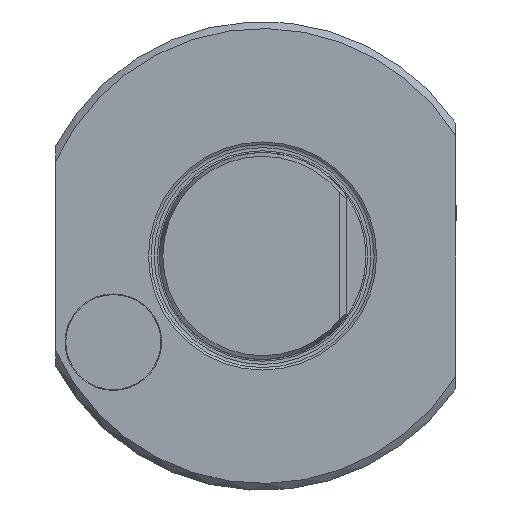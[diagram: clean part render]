
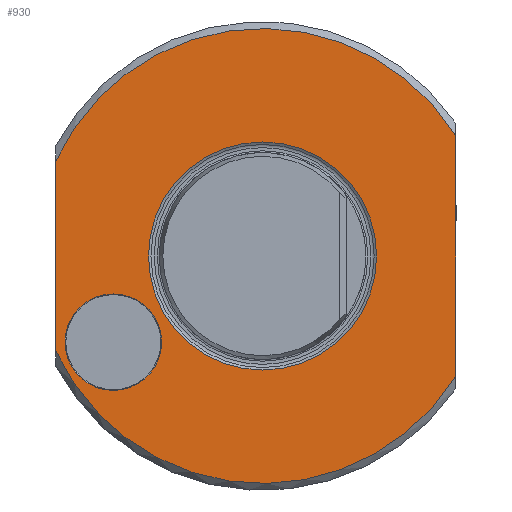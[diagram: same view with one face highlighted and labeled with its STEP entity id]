
A CAD part, front view. The second image highlights one B-rep face of the part: STEP entity #930.
In plain terms, the highlighted planar face has unit normal (0, -1, 0).
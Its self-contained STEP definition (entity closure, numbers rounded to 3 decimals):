
#54 = EDGE_LOOP ( 'NONE', ( #1078, #399, #748, #4978 ) ) ;
#320 = EDGE_CURVE ( 'NONE', #3565, #3565, #4657, .T. ) ;
#392 = CARTESIAN_POINT ( 'NONE',  ( -30., 0., -13.748 ) ) ;
#399 = ORIENTED_EDGE ( 'NONE', *, *, #3881, .T. ) ;
#493 = VERTEX_POINT ( 'NONE', #392 ) ;
#736 = CARTESIAN_POINT ( 'NONE',  ( 0., 0., 0. ) ) ;
#748 = ORIENTED_EDGE ( 'NONE', *, *, #5268, .F. ) ;
#832 = VERTEX_POINT ( 'NONE', #5646 ) ;
#864 = CARTESIAN_POINT ( 'NONE',  ( 28., 0., 17.464 ) ) ;
#930 = ADVANCED_FACE ( 'NONE', ( #3376, #6020, #1666 ), #4992, .T. ) ;
#1078 = ORIENTED_EDGE ( 'NONE', *, *, #6181, .F. ) ;
#1224 = DIRECTION ( 'NONE',  ( 1., 0., 0. ) ) ;
#1255 = AXIS2_PLACEMENT_3D ( 'NONE', #5589, #3011, #3078 ) ;
#1321 = DIRECTION ( 'NONE',  ( 0., -1., 0. ) ) ;
#1398 = CIRCLE ( 'NONE', #1851, 33. ) ;
#1597 = AXIS2_PLACEMENT_3D ( 'NONE', #4295, #1321, #4796 ) ;
#1666 = FACE_BOUND ( 'NONE', #2025, .T. ) ;
#1851 = AXIS2_PLACEMENT_3D ( 'NONE', #736, #4199, #1224 ) ;
#2025 = EDGE_LOOP ( 'NONE', ( #6423 ) ) ;
#2183 = VECTOR ( 'NONE', #3135, 1000. ) ;
#2237 = CARTESIAN_POINT ( 'NONE',  ( -16.55, 0., 0. ) ) ;
#2365 = DIRECTION ( 'NONE',  ( 0., -1., 0. ) ) ;
#2986 = DIRECTION ( 'NONE',  ( 0., 1., 0. ) ) ;
#3011 = DIRECTION ( 'NONE',  ( 0., -1., 0. ) ) ;
#3078 = DIRECTION ( 'NONE',  ( 1., 0., 0. ) ) ;
#3135 = DIRECTION ( 'NONE',  ( 0., 0., 1. ) ) ;
#3302 = ORIENTED_EDGE ( 'NONE', *, *, #5340, .F. ) ;
#3376 = FACE_OUTER_BOUND ( 'NONE', #54, .T. ) ;
#3449 = CIRCLE ( 'NONE', #1597, 7. ) ;
#3565 = VERTEX_POINT ( 'NONE', #2237 ) ;
#3881 = EDGE_CURVE ( 'NONE', #5782, #4924, #1398, .T. ) ;
#4006 = EDGE_CURVE ( 'NONE', #493, #832, #5421, .T. ) ;
#4171 = LINE ( 'NONE', #4712, #2183 ) ;
#4199 = DIRECTION ( 'NONE',  ( 0., -1., 0. ) ) ;
#4295 = CARTESIAN_POINT ( 'NONE',  ( -21.651, 0., -12.5 ) ) ;
#4657 = CIRCLE ( 'NONE', #5939, 16.55 ) ;
#4712 = CARTESIAN_POINT ( 'NONE',  ( -30., 0., 29.073 ) ) ;
#4796 = DIRECTION ( 'NONE',  ( 0., 0., -1. ) ) ;
#4848 = CARTESIAN_POINT ( 'NONE',  ( 28., 0., 35.657 ) ) ;
#4924 = VERTEX_POINT ( 'NONE', #6356 ) ;
#4968 = CARTESIAN_POINT ( 'NONE',  ( 0., 0., 0. ) ) ;
#4972 = EDGE_LOOP ( 'NONE', ( #3302 ) ) ;
#4978 = ORIENTED_EDGE ( 'NONE', *, *, #4006, .T. ) ;
#4992 = PLANE ( 'NONE',  #1255 ) ;
#5220 = AXIS2_PLACEMENT_3D ( 'NONE', #5353, #2365, #5830 ) ;
#5268 = EDGE_CURVE ( 'NONE', #493, #4924, #4171, .T. ) ;
#5273 = CARTESIAN_POINT ( 'NONE',  ( -21.651, 0., -19.5 ) ) ;
#5340 = EDGE_CURVE ( 'NONE', #6111, #6111, #3449, .T. ) ;
#5353 = CARTESIAN_POINT ( 'NONE',  ( 0., 0., 0. ) ) ;
#5364 = DIRECTION ( 'NONE',  ( 0., 0., -1. ) ) ;
#5421 = CIRCLE ( 'NONE', #5220, 33. ) ;
#5471 = LINE ( 'NONE', #4848, #6386 ) ;
#5589 = CARTESIAN_POINT ( 'NONE',  ( -16.55, 0., 0. ) ) ;
#5646 = CARTESIAN_POINT ( 'NONE',  ( 28., 0., -17.464 ) ) ;
#5782 = VERTEX_POINT ( 'NONE', #864 ) ;
#5830 = DIRECTION ( 'NONE',  ( 1., 0., 0. ) ) ;
#5939 = AXIS2_PLACEMENT_3D ( 'NONE', #4968, #2986, #5967 ) ;
#5967 = DIRECTION ( 'NONE',  ( -1., 0., 0. ) ) ;
#6020 = FACE_BOUND ( 'NONE', #4972, .T. ) ;
#6111 = VERTEX_POINT ( 'NONE', #5273 ) ;
#6181 = EDGE_CURVE ( 'NONE', #5782, #832, #5471, .T. ) ;
#6356 = CARTESIAN_POINT ( 'NONE',  ( -30., 0., 13.748 ) ) ;
#6386 = VECTOR ( 'NONE', #5364, 1000. ) ;
#6423 = ORIENTED_EDGE ( 'NONE', *, *, #320, .T. ) ;
